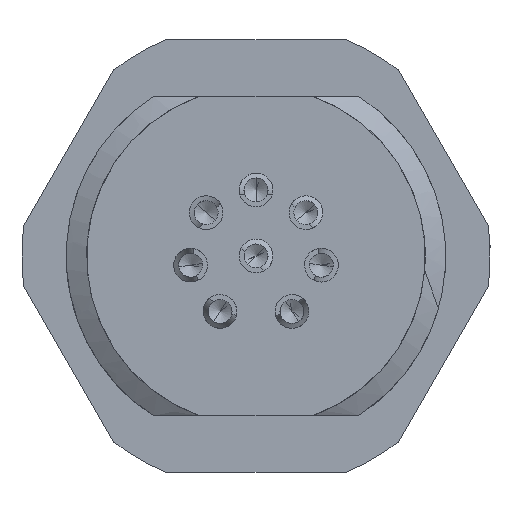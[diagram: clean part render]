
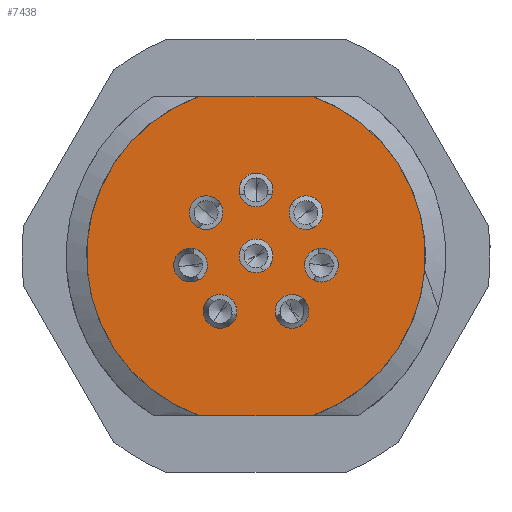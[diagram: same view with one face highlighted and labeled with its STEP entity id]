
A CAD part, front view. The second image highlights one B-rep face of the part: STEP entity #7438.
In plain terms, the highlighted planar face has unit normal (0, -1, 0).
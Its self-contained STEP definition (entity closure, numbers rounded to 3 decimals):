
#2207=DIRECTION('',(1.,0.,0.));
#2208=VECTOR('',#2207,4.682);
#2209=CARTESIAN_POINT('',(-2.341,-7.,6.65));
#2210=LINE('',#2209,#2208);
#2211=CARTESIAN_POINT('',(0.,-7.,0.));
#2212=DIRECTION('',(0.,1.,0.));
#2213=DIRECTION('',(0.332,0.,0.943));
#2214=AXIS2_PLACEMENT_3D('',#2211,#2212,#2213);
#2216=DIRECTION('',(-1.,0.,0.));
#2217=VECTOR('',#2216,4.682);
#2218=CARTESIAN_POINT('',(2.341,-7.,-6.65));
#2219=LINE('',#2218,#2217);
#2220=CARTESIAN_POINT('',(0.,-7.,0.));
#2221=DIRECTION('',(0.,1.,0.));
#2222=DIRECTION('',(-0.332,0.,-0.943));
#2223=AXIS2_PLACEMENT_3D('',#2220,#2221,#2222);
#2225=CARTESIAN_POINT('',(-2.075,-7.,1.804));
#2226=DIRECTION('',(0.,-1.,0.));
#2227=DIRECTION('',(-0.998,0.,-0.07));
#2228=AXIS2_PLACEMENT_3D('',#2225,#2226,#2227);
#2230=CARTESIAN_POINT('',(-2.075,-7.,1.804));
#2231=DIRECTION('',(0.,-1.,0.));
#2232=DIRECTION('',(0.998,0.,0.07));
#2233=AXIS2_PLACEMENT_3D('',#2230,#2231,#2232);
#2379=CARTESIAN_POINT('',(-2.723,-7.,-0.383));
#2380=DIRECTION('',(0.,-1.,0.));
#2381=DIRECTION('',(-0.602,0.,-0.799));
#2382=AXIS2_PLACEMENT_3D('',#2379,#2380,#2381);
#2384=CARTESIAN_POINT('',(-2.723,-7.,-0.383));
#2385=DIRECTION('',(0.,-1.,0.));
#2386=DIRECTION('',(0.602,0.,0.799));
#2387=AXIS2_PLACEMENT_3D('',#2384,#2385,#2386);
#2533=CARTESIAN_POINT('',(0.,-7.,2.75));
#2534=DIRECTION('',(0.,-1.,0.));
#2535=DIRECTION('',(-0.707,0.,0.707));
#2536=AXIS2_PLACEMENT_3D('',#2533,#2534,#2535);
#2538=CARTESIAN_POINT('',(0.,-7.,2.75));
#2539=DIRECTION('',(0.,-1.,0.));
#2540=DIRECTION('',(0.707,0.,-0.707));
#2541=AXIS2_PLACEMENT_3D('',#2538,#2539,#2540);
#2687=CARTESIAN_POINT('',(2.075,-7.,1.804));
#2688=DIRECTION('',(0.,-1.,0.));
#2689=DIRECTION('',(0.07,0.,0.998));
#2690=AXIS2_PLACEMENT_3D('',#2687,#2688,#2689);
#2692=CARTESIAN_POINT('',(2.075,-7.,1.804));
#2693=DIRECTION('',(0.,-1.,0.));
#2694=DIRECTION('',(-0.07,0.,-0.998));
#2695=AXIS2_PLACEMENT_3D('',#2692,#2693,#2694);
#2841=CARTESIAN_POINT('',(2.723,-7.,-0.383));
#2842=DIRECTION('',(0.,-1.,0.));
#2843=DIRECTION('',(0.799,0.,0.602));
#2844=AXIS2_PLACEMENT_3D('',#2841,#2842,#2843);
#2846=CARTESIAN_POINT('',(2.723,-7.,-0.383));
#2847=DIRECTION('',(0.,-1.,0.));
#2848=DIRECTION('',(-0.799,0.,-0.602));
#2849=AXIS2_PLACEMENT_3D('',#2846,#2847,#2848);
#2995=CARTESIAN_POINT('',(1.498,-7.,-2.306));
#2996=DIRECTION('',(0.,-1.,0.));
#2997=DIRECTION('',(0.981,0.,-0.196));
#2998=AXIS2_PLACEMENT_3D('',#2995,#2996,#2997);
#3000=CARTESIAN_POINT('',(1.498,-7.,-2.306));
#3001=DIRECTION('',(0.,-1.,0.));
#3002=DIRECTION('',(-0.981,0.,0.196));
#3003=AXIS2_PLACEMENT_3D('',#3000,#3001,#3002);
#3149=CARTESIAN_POINT('',(-1.498,-7.,-2.306));
#3150=DIRECTION('',(0.,-1.,0.));
#3151=DIRECTION('',(0.208,0.,-0.978));
#3152=AXIS2_PLACEMENT_3D('',#3149,#3150,#3151);
#3154=CARTESIAN_POINT('',(-1.498,-7.,-2.306));
#3155=DIRECTION('',(0.,-1.,0.));
#3156=DIRECTION('',(-0.208,0.,0.978));
#3157=AXIS2_PLACEMENT_3D('',#3154,#3155,#3156);
#3303=CARTESIAN_POINT('',(0.,-7.,0.));
#3304=DIRECTION('',(0.,-1.,0.));
#3305=DIRECTION('',(0.,0.,1.));
#3306=AXIS2_PLACEMENT_3D('',#3303,#3304,#3305);
#3308=CARTESIAN_POINT('',(0.,-7.,0.));
#3309=DIRECTION('',(0.,-1.,0.));
#3310=DIRECTION('',(0.,0.,-1.));
#3311=AXIS2_PLACEMENT_3D('',#3308,#3309,#3310);
#3612=CARTESIAN_POINT('',(2.341,-7.,-6.65));
#3613=VERTEX_POINT('',#3612);
#3614=CARTESIAN_POINT('',(2.341,-7.,6.65));
#3616=VERTEX_POINT('',#3614);
#3628=CARTESIAN_POINT('',(-2.341,-7.,-6.65));
#3629=CARTESIAN_POINT('',(-2.341,-7.,6.65));
#3630=VERTEX_POINT('',#3628);
#3631=VERTEX_POINT('',#3629);
#3958=CARTESIAN_POINT('',(0.,-7.,0.7));
#3959=CARTESIAN_POINT('',(0.,-7.,-0.7));
#3960=VERTEX_POINT('',#3958);
#3961=VERTEX_POINT('',#3959);
#3966=CARTESIAN_POINT('',(-1.352,-7.,-2.991));
#3967=CARTESIAN_POINT('',(-1.643,-7.,-1.622));
#3968=VERTEX_POINT('',#3966);
#3969=VERTEX_POINT('',#3967);
#3974=CARTESIAN_POINT('',(2.184,-7.,-2.444));
#3975=CARTESIAN_POINT('',(0.811,-7.,-2.169));
#3976=VERTEX_POINT('',#3974);
#3977=VERTEX_POINT('',#3975);
#3982=CARTESIAN_POINT('',(3.282,-7.,0.039));
#3983=CARTESIAN_POINT('',(2.164,-7.,-0.804));
#3984=VERTEX_POINT('',#3982);
#3985=VERTEX_POINT('',#3983);
#3990=CARTESIAN_POINT('',(2.124,-7.,2.502));
#3991=CARTESIAN_POINT('',(2.027,-7.,1.106));
#3992=VERTEX_POINT('',#3990);
#3993=VERTEX_POINT('',#3991);
#3998=CARTESIAN_POINT('',(-0.495,-7.,3.245));
#3999=CARTESIAN_POINT('',(0.495,-7.,2.255));
#4000=VERTEX_POINT('',#3998);
#4001=VERTEX_POINT('',#3999);
#4006=CARTESIAN_POINT('',(-3.145,-7.,-0.942));
#4007=CARTESIAN_POINT('',(-2.302,-7.,0.176));
#4008=VERTEX_POINT('',#4006);
#4009=VERTEX_POINT('',#4007);
#4014=CARTESIAN_POINT('',(-2.774,-7.,1.755));
#4015=CARTESIAN_POINT('',(-1.377,-7.,1.853));
#4016=VERTEX_POINT('',#4014);
#4017=VERTEX_POINT('',#4015);
#7378=CARTESIAN_POINT('',(0.,-7.,0.));
#7379=DIRECTION('',(0.,1.,0.));
#7380=DIRECTION('',(1.,0.,0.));
#7381=AXIS2_PLACEMENT_3D('',#7378,#7379,#7380);
#7382=PLANE('',#7381);
#7383=ORIENTED_EDGE('',*,*,#7023,.T.);
#7385=ORIENTED_EDGE('',*,*,#7384,.T.);
#7386=ORIENTED_EDGE('',*,*,#7161,.T.);
#7387=ORIENTED_EDGE('',*,*,#7370,.T.);
#7388=EDGE_LOOP('',(#7383,#7385,#7386,#7387));
#7389=FACE_OUTER_BOUND('',#7388,.F.);
#7391=ORIENTED_EDGE('',*,*,#7390,.T.);
#7393=ORIENTED_EDGE('',*,*,#7392,.T.);
#7394=EDGE_LOOP('',(#7391,#7393));
#7395=FACE_BOUND('',#7394,.F.);
#7397=ORIENTED_EDGE('',*,*,#7396,.T.);
#7399=ORIENTED_EDGE('',*,*,#7398,.T.);
#7400=EDGE_LOOP('',(#7397,#7399));
#7401=FACE_BOUND('',#7400,.F.);
#7403=ORIENTED_EDGE('',*,*,#7402,.T.);
#7405=ORIENTED_EDGE('',*,*,#7404,.T.);
#7406=EDGE_LOOP('',(#7403,#7405));
#7407=FACE_BOUND('',#7406,.F.);
#7409=ORIENTED_EDGE('',*,*,#7408,.T.);
#7411=ORIENTED_EDGE('',*,*,#7410,.T.);
#7412=EDGE_LOOP('',(#7409,#7411));
#7413=FACE_BOUND('',#7412,.F.);
#7415=ORIENTED_EDGE('',*,*,#7414,.T.);
#7417=ORIENTED_EDGE('',*,*,#7416,.T.);
#7418=EDGE_LOOP('',(#7415,#7417));
#7419=FACE_BOUND('',#7418,.F.);
#7421=ORIENTED_EDGE('',*,*,#7420,.T.);
#7423=ORIENTED_EDGE('',*,*,#7422,.T.);
#7424=EDGE_LOOP('',(#7421,#7423));
#7425=FACE_BOUND('',#7424,.F.);
#7427=ORIENTED_EDGE('',*,*,#7426,.T.);
#7429=ORIENTED_EDGE('',*,*,#7428,.T.);
#7430=EDGE_LOOP('',(#7427,#7429));
#7431=FACE_BOUND('',#7430,.F.);
#7433=ORIENTED_EDGE('',*,*,#7432,.T.);
#7435=ORIENTED_EDGE('',*,*,#7434,.T.);
#7436=EDGE_LOOP('',(#7433,#7435));
#7437=FACE_BOUND('',#7436,.F.);
#7438=ADVANCED_FACE('',(#7389,#7395,#7401,#7407,#7413,#7419,#7425,#7431,#7437),
#7382,.F.);
#2215=CIRCLE('',#2214,7.05);
#2224=CIRCLE('',#2223,7.05);
#2229=CIRCLE('',#2228,0.7);
#2234=CIRCLE('',#2233,0.7);
#2383=CIRCLE('',#2382,0.7);
#2388=CIRCLE('',#2387,0.7);
#2537=CIRCLE('',#2536,0.7);
#2542=CIRCLE('',#2541,0.7);
#2691=CIRCLE('',#2690,0.7);
#2696=CIRCLE('',#2695,0.7);
#2845=CIRCLE('',#2844,0.7);
#2850=CIRCLE('',#2849,0.7);
#2999=CIRCLE('',#2998,0.7);
#3004=CIRCLE('',#3003,0.7);
#3153=CIRCLE('',#3152,0.7);
#3158=CIRCLE('',#3157,0.7);
#3307=CIRCLE('',#3306,0.7);
#3312=CIRCLE('',#3311,0.7);
#7023=EDGE_CURVE('',#3631,#3616,#2210,.T.);
#7161=EDGE_CURVE('',#3613,#3630,#2219,.T.);
#7370=EDGE_CURVE('',#3630,#3631,#2224,.T.);
#7384=EDGE_CURVE('',#3616,#3613,#2215,.T.);
#7390=EDGE_CURVE('',#4008,#4009,#2383,.T.);
#7392=EDGE_CURVE('',#4009,#4008,#2388,.T.);
#7396=EDGE_CURVE('',#4000,#4001,#2537,.T.);
#7398=EDGE_CURVE('',#4001,#4000,#2542,.T.);
#7402=EDGE_CURVE('',#3992,#3993,#2691,.T.);
#7404=EDGE_CURVE('',#3993,#3992,#2696,.T.);
#7408=EDGE_CURVE('',#3984,#3985,#2845,.T.);
#7410=EDGE_CURVE('',#3985,#3984,#2850,.T.);
#7414=EDGE_CURVE('',#3976,#3977,#2999,.T.);
#7416=EDGE_CURVE('',#3977,#3976,#3004,.T.);
#7420=EDGE_CURVE('',#3968,#3969,#3153,.T.);
#7422=EDGE_CURVE('',#3969,#3968,#3158,.T.);
#7426=EDGE_CURVE('',#3960,#3961,#3307,.T.);
#7428=EDGE_CURVE('',#3961,#3960,#3312,.T.);
#7432=EDGE_CURVE('',#4016,#4017,#2229,.T.);
#7434=EDGE_CURVE('',#4017,#4016,#2234,.T.);
